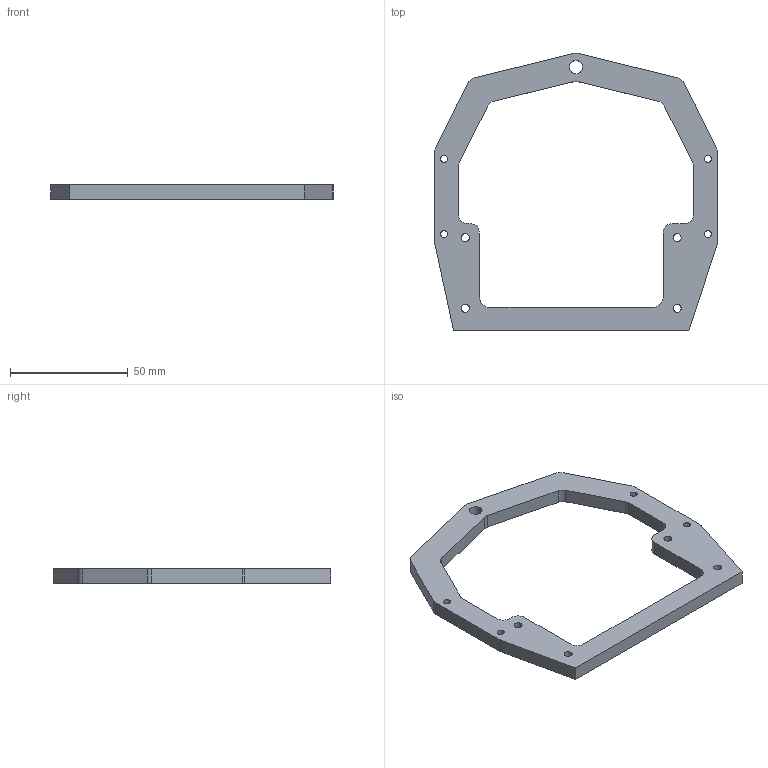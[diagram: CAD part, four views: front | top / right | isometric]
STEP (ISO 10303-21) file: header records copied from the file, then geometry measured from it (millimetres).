
FILE_DESCRIPTION(('FreeCAD Model'),'2;1');
FILE_NAME('lower_bracket_v0.3.step','2015-03-10T07:25:48',('FreeCAD'),( 'FreeCAD'),'Open CASCADE STEP processor 6.5','FreeCAD','Unknown');
FILE_SCHEMA(('AUTOMOTIVE_DESIGN_CC2 { 1 2 10303 214 -1 1 5 4 }'));
Length unit declared in the file: millimetre
Products named in the file (1): Chamfer
Bounding box: 120 x 117.87 x 6 mm (x, y, z)
Volume: 27164.4 mm3; surface area: 14206.7 mm2
Topology: 1 solids, 1 shells, 51 faces, 145 edges, 96 vertices
Faces by surface type: cylinder 27, plane 22, cone 2
Full cylindrical faces by diameter (mm): 3 x4, 3.4 x4, 5.5 x1
Entity records: 3683 total; most frequent: CARTESIAN_POINT 777, DIRECTION 541, LINE 299, VECTOR 299, ORIENTED_EDGE 290, PCURVE 290, DEFINITIONAL_REPRESENTATION 290, EDGE_CURVE 145
